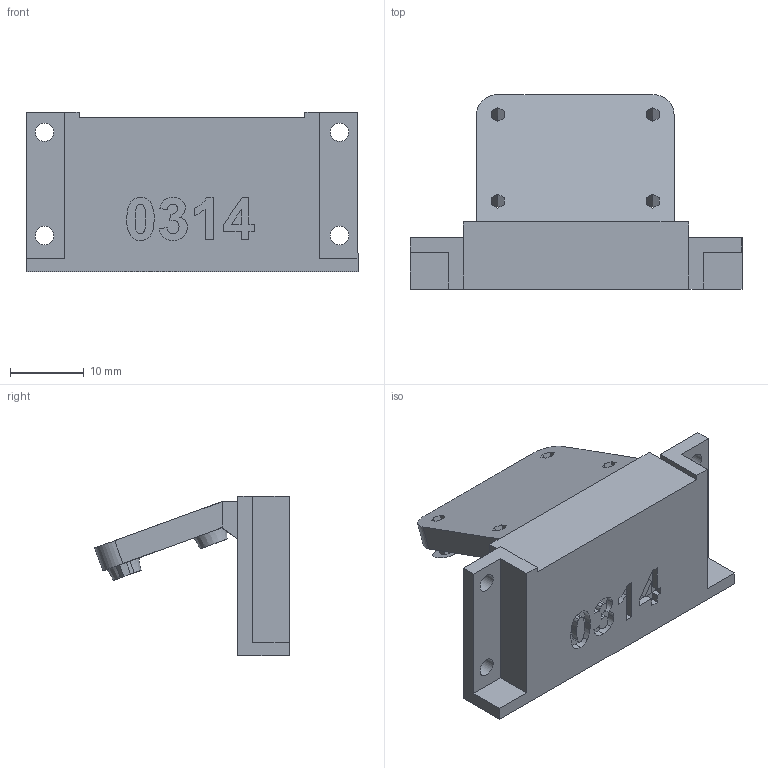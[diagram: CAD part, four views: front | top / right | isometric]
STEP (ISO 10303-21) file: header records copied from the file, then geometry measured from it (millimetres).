
FILE_DESCRIPTION(/* description */ (''),/* implementation_level */ '2;1');
FILE_NAME(/* name */ 'JB3 Camera Mount v1.step',/* time_stamp */ '2019-08-21T23:56:46-07:00',/* author */ (''),/* organization */ (''),/* preprocessor_version */ 'ST-DEVELOPER v18',/* originating_system */ 'Autodesk Translation Framework v8.2.0.1029',/* authorisation */ '');
FILE_SCHEMA (('AUTOMOTIVE_DESIGN { 1 0 10303 214 3 1 1 }'));
Length unit declared in the file: millimetre
Products named in the file (1): JB3 Camera Mount
Bounding box: 45 x 26.39 x 21.6 mm (x, y, z)
Volume: 5271.2 mm3; surface area: 4360.8 mm2
Topology: 1 solids, 1 shells, 145 faces, 399 edges, 264 vertices
Faces by surface type: plane 87, bspline 48, cylinder 6, cone 4
Full cylindrical faces by diameter (mm): 2.5 x4
Entity records: 5088 total; most frequent: CARTESIAN_POINT 1625, ORIENTED_EDGE 798, DIRECTION 527, EDGE_CURVE 399, LINE 275, VECTOR 275, VERTEX_POINT 264, EDGE_LOOP 169
